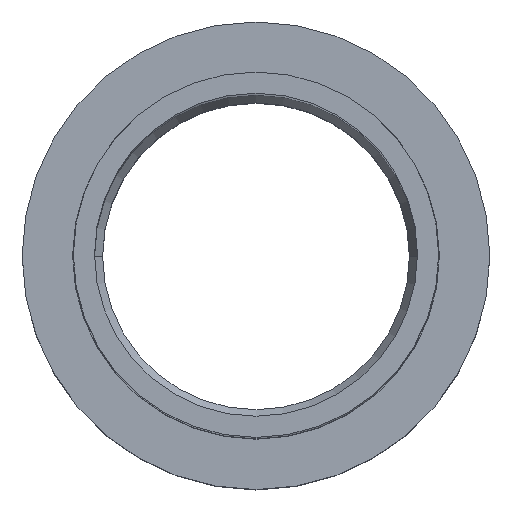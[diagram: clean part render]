
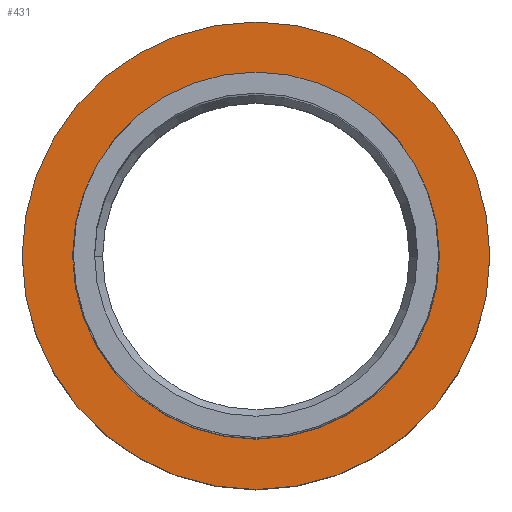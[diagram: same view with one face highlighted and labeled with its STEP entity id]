
A CAD part, top view. The second image highlights one B-rep face of the part: STEP entity #431.
In plain terms, the highlighted planar face has unit normal (0, 0, 1).
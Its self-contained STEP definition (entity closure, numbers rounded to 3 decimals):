
#21 = CIRCLE ( 'NONE', #106, 110. ) ;
#35 = CARTESIAN_POINT ( 'NONE',  ( 0., 0., -370. ) ) ;
#60 = DIRECTION ( 'NONE',  ( 0., 0., 1. ) ) ;
#64 = CIRCLE ( 'NONE', #402, 140.25 ) ;
#74 = ORIENTED_EDGE ( 'NONE', *, *, #528, .F. ) ;
#77 = AXIS2_PLACEMENT_3D ( 'NONE', #568, #149, #332 ) ;
#92 = ORIENTED_EDGE ( 'NONE', *, *, #397, .T. ) ;
#106 = AXIS2_PLACEMENT_3D ( 'NONE', #477, #60, #248 ) ;
#123 = DIRECTION ( 'NONE',  ( 0., 0., 1. ) ) ;
#139 = DIRECTION ( 'NONE',  ( -1., 0., 0. ) ) ;
#149 = DIRECTION ( 'NONE',  ( 0., 0., 1. ) ) ;
#165 = CARTESIAN_POINT ( 'NONE',  ( -110., 0., -370. ) ) ;
#169 = CARTESIAN_POINT ( 'NONE',  ( 140.25, 0., -370. ) ) ;
#182 = PLANE ( 'NONE',  #455 ) ;
#228 = DIRECTION ( 'NONE',  ( 0., 0., 1. ) ) ;
#234 = AXIS2_PLACEMENT_3D ( 'NONE', #538, #123, #303 ) ;
#248 = DIRECTION ( 'NONE',  ( 1., 0., 0. ) ) ;
#266 = EDGE_CURVE ( 'NONE', #532, #443, #413, .T. ) ;
#269 = EDGE_LOOP ( 'NONE', ( #74, #452 ) ) ;
#275 = CARTESIAN_POINT ( 'NONE',  ( 110., 0., -370. ) ) ;
#303 = DIRECTION ( 'NONE',  ( 1., 0., 0. ) ) ;
#307 = VERTEX_POINT ( 'NONE', #169 ) ;
#332 = DIRECTION ( 'NONE',  ( 1., 0., 0. ) ) ;
#337 = CIRCLE ( 'NONE', #77, 140.25 ) ;
#364 = CARTESIAN_POINT ( 'NONE',  ( 0., 140.25, -370. ) ) ;
#390 = ORIENTED_EDGE ( 'NONE', *, *, #588, .T. ) ;
#397 = EDGE_CURVE ( 'NONE', #307, #508, #64, .T. ) ;
#402 = AXIS2_PLACEMENT_3D ( 'NONE', #35, #228, #406 ) ;
#406 = DIRECTION ( 'NONE',  ( 1., 0., 0. ) ) ;
#407 = EDGE_LOOP ( 'NONE', ( #92, #390 ) ) ;
#410 = FACE_BOUND ( 'NONE', #269, .T. ) ;
#413 = CIRCLE ( 'NONE', #234, 110. ) ;
#427 = CARTESIAN_POINT ( 'NONE',  ( -140.25, 0., -370. ) ) ;
#431 = ADVANCED_FACE ( 'NONE', ( #410, #597 ), #182, .F. ) ;
#443 = VERTEX_POINT ( 'NONE', #275 ) ;
#452 = ORIENTED_EDGE ( 'NONE', *, *, #266, .F. ) ;
#455 = AXIS2_PLACEMENT_3D ( 'NONE', #364, #555, #139 ) ;
#477 = CARTESIAN_POINT ( 'NONE',  ( 0., 0., -370. ) ) ;
#508 = VERTEX_POINT ( 'NONE', #427 ) ;
#528 = EDGE_CURVE ( 'NONE', #443, #532, #21, .T. ) ;
#532 = VERTEX_POINT ( 'NONE', #165 ) ;
#538 = CARTESIAN_POINT ( 'NONE',  ( 0., 0., -370. ) ) ;
#555 = DIRECTION ( 'NONE',  ( 0., 0., -1. ) ) ;
#568 = CARTESIAN_POINT ( 'NONE',  ( 0., 0., -370. ) ) ;
#588 = EDGE_CURVE ( 'NONE', #508, #307, #337, .T. ) ;
#597 = FACE_OUTER_BOUND ( 'NONE', #407, .T. ) ;
